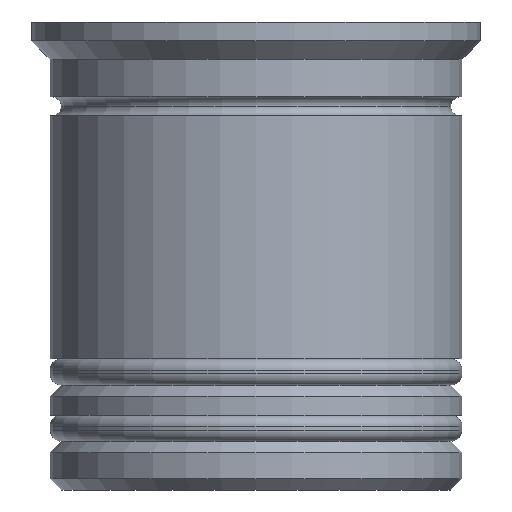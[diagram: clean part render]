
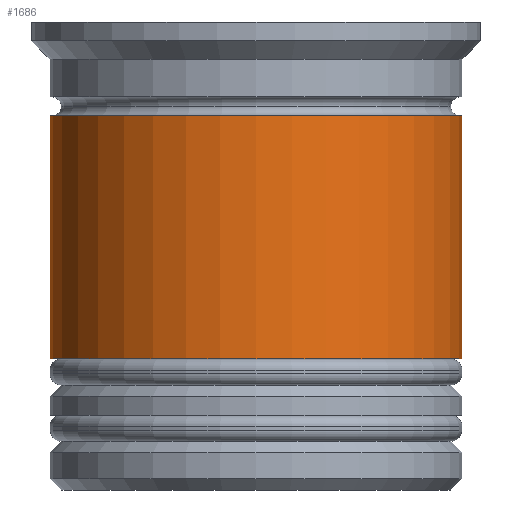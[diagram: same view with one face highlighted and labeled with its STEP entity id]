
A CAD part, front view. The second image highlights one B-rep face of the part: STEP entity #1686.
In plain terms, the highlighted cylindrical face has radius 5.5 mm (diameter 11 mm), a partial arc.
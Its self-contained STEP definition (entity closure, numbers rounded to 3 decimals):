
#24 = FACE_OUTER_BOUND ( 'NONE', #326, .T. ) ;
#175 = DIRECTION ( 'NONE',  ( 1., 0., 0. ) ) ;
#257 = ORIENTED_EDGE ( 'NONE', *, *, #574, .F. ) ;
#305 = AXIS2_PLACEMENT_3D ( 'NONE', #938, #1071, #175 ) ;
#326 = EDGE_LOOP ( 'NONE', ( #257, #1040, #1439, #1788 ) ) ;
#336 = CYLINDRICAL_SURFACE ( 'NONE', #439, 5.5 ) ;
#407 = VECTOR ( 'NONE', #1875, 1000. ) ;
#439 = AXIS2_PLACEMENT_3D ( 'NONE', #1427, #680, #1735 ) ;
#444 = VECTOR ( 'NONE', #1404, 1000. ) ;
#574 = EDGE_CURVE ( 'NONE', #1864, #1306, #820, .T. ) ;
#680 = DIRECTION ( 'NONE',  ( 0., 0., 1. ) ) ;
#742 = VERTEX_POINT ( 'NONE', #1756 ) ;
#768 = DIRECTION ( 'NONE',  ( 1., 0., 0. ) ) ;
#776 = VERTEX_POINT ( 'NONE', #1511 ) ;
#812 = LINE ( 'NONE', #1888, #444 ) ;
#820 = LINE ( 'NONE', #984, #407 ) ;
#911 = CARTESIAN_POINT ( 'NONE',  ( 0., 0., -9. ) ) ;
#920 = DIRECTION ( 'NONE',  ( 0., 0., 1. ) ) ;
#938 = CARTESIAN_POINT ( 'NONE',  ( 0., 0., -2.5 ) ) ;
#984 = CARTESIAN_POINT ( 'NONE',  ( -5.5, 0., 0. ) ) ;
#1040 = ORIENTED_EDGE ( 'NONE', *, *, #1608, .T. ) ;
#1071 = DIRECTION ( 'NONE',  ( 0., 0., 1. ) ) ;
#1121 = AXIS2_PLACEMENT_3D ( 'NONE', #911, #920, #768 ) ;
#1279 = CARTESIAN_POINT ( 'NONE',  ( -5.5, 0., -2.5 ) ) ;
#1306 = VERTEX_POINT ( 'NONE', #1279 ) ;
#1331 = CARTESIAN_POINT ( 'NONE',  ( -5.5, 0., -9. ) ) ;
#1404 = DIRECTION ( 'NONE',  ( 0., 0., 1. ) ) ;
#1427 = CARTESIAN_POINT ( 'NONE',  ( 0., 0., 0. ) ) ;
#1439 = ORIENTED_EDGE ( 'NONE', *, *, #1668, .T. ) ;
#1511 = CARTESIAN_POINT ( 'NONE',  ( 5.5, 0., -9. ) ) ;
#1608 = EDGE_CURVE ( 'NONE', #1864, #776, #1945, .T. ) ;
#1668 = EDGE_CURVE ( 'NONE', #776, #742, #812, .T. ) ;
#1686 = ADVANCED_FACE ( 'NONE', ( #24 ), #336, .T. ) ;
#1735 = DIRECTION ( 'NONE',  ( 1., 0., 0. ) ) ;
#1756 = CARTESIAN_POINT ( 'NONE',  ( 5.5, 0., -2.5 ) ) ;
#1788 = ORIENTED_EDGE ( 'NONE', *, *, #1923, .F. ) ;
#1806 = CIRCLE ( 'NONE', #305, 5.5 ) ;
#1864 = VERTEX_POINT ( 'NONE', #1331 ) ;
#1875 = DIRECTION ( 'NONE',  ( 0., 0., 1. ) ) ;
#1888 = CARTESIAN_POINT ( 'NONE',  ( 5.5, 0., 0. ) ) ;
#1923 = EDGE_CURVE ( 'NONE', #1306, #742, #1806, .T. ) ;
#1945 = CIRCLE ( 'NONE', #1121, 5.5 ) ;
